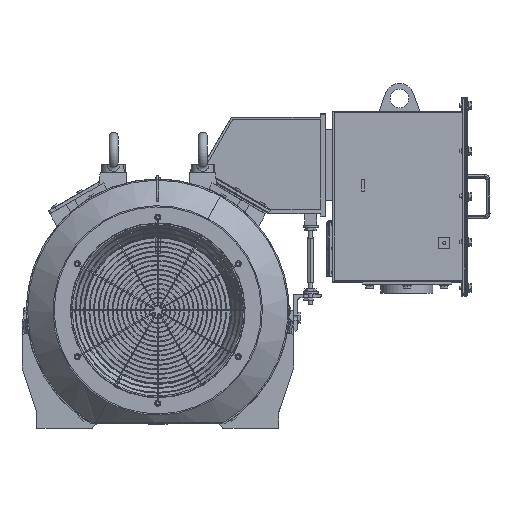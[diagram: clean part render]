
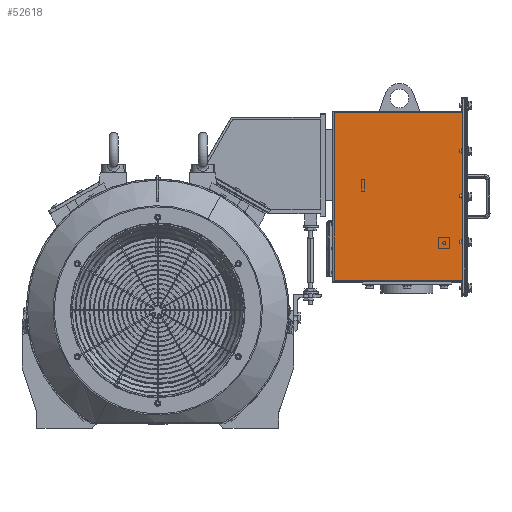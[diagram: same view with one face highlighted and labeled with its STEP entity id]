
A CAD part, front view. The second image highlights one B-rep face of the part: STEP entity #52618.
In plain terms, the highlighted planar face has unit normal (0.003, -1, 0.005).
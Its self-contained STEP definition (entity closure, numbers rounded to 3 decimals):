
#50138=CARTESIAN_POINT('Vertex',(470.191,-331.224,76.945)) ;
#50141=CARTESIAN_POINT('Line Origine',(470.188,-330.097,306.442)) ;
#50145=CARTESIAN_POINT('Vertex',(470.184,-328.971,535.939)) ;
#51543=CARTESIAN_POINT('Vertex',(825.69,-330.307,76.945)) ;
#51548=CARTESIAN_POINT('Line Origine',(650.168,-330.76,76.945)) ;
#52548=CARTESIAN_POINT('Vertex',(825.683,-328.054,535.94)) ;
#52556=CARTESIAN_POINT('Line Origine',(650.161,-328.507,535.939)) ;
#52602=CARTESIAN_POINT('Axis2P3D Location',(830.183,-328.065,531.44)) ;
#52607=CARTESIAN_POINT('Line Origine',(825.686,-329.181,306.443)) ;
#50142=DIRECTION('Vector Direction',(0.,0.005,1.)) ;
#51549=DIRECTION('Vector Direction',(-1.,-0.003,0.)) ;
#52557=DIRECTION('Vector Direction',(-1.,-0.003,0.)) ;
#52603=DIRECTION('Axis2P3D Direction',(-0.003,1.,-0.005)) ;
#52604=DIRECTION('Axis2P3D XDirection',(0.,-0.005,-1.)) ;
#52608=DIRECTION('Vector Direction',(0.,-0.005,-1.)) ;
#52605=AXIS2_PLACEMENT_3D('Plane Axis2P3D',#52602,#52603,#52604) ;
#52613=ORIENTED_EDGE('',*,*,#52611,.F.) ;
#52614=ORIENTED_EDGE('',*,*,#52560,.T.) ;
#52615=ORIENTED_EDGE('',*,*,#50147,.T.) ;
#52616=ORIENTED_EDGE('',*,*,#51552,.F.) ;
#50143=VECTOR('Line Direction',#50142,1.) ;
#51550=VECTOR('Line Direction',#51549,1.) ;
#52558=VECTOR('Line Direction',#52557,1.) ;
#52609=VECTOR('Line Direction',#52608,1.) ;
#52618=ADVANCED_FACE('PartBody',(#52617),#52606,.F.) ;
#50147=EDGE_CURVE('',#50146,#50139,#50144,.F.) ;
#51552=EDGE_CURVE('',#51544,#50139,#51551,.T.) ;
#52560=EDGE_CURVE('',#52549,#50146,#52559,.T.) ;
#52611=EDGE_CURVE('',#52549,#51544,#52610,.T.) ;
#52612=EDGE_LOOP('',(#52613,#52614,#52615,#52616)) ;
#52617=FACE_OUTER_BOUND('',#52612,.T.) ;
#50144=LINE('Line',#50141,#50143) ;
#51551=LINE('Line',#51548,#51550) ;
#52559=LINE('Line',#52556,#52558) ;
#52610=LINE('Line',#52607,#52609) ;
#52606=PLANE('',#52605) ;
#50139=VERTEX_POINT('',#50138) ;
#50146=VERTEX_POINT('',#50145) ;
#51544=VERTEX_POINT('',#51543) ;
#52549=VERTEX_POINT('',#52548) ;
